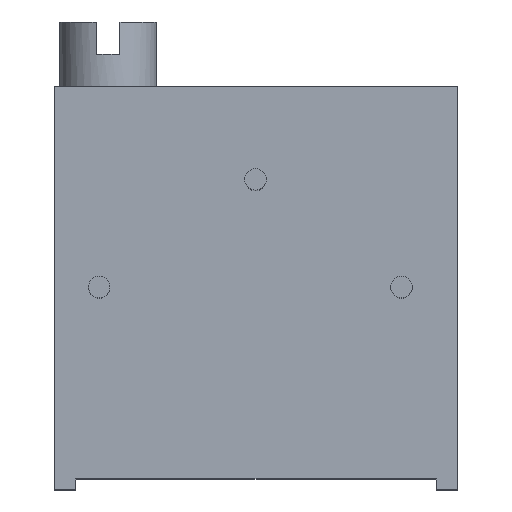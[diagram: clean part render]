
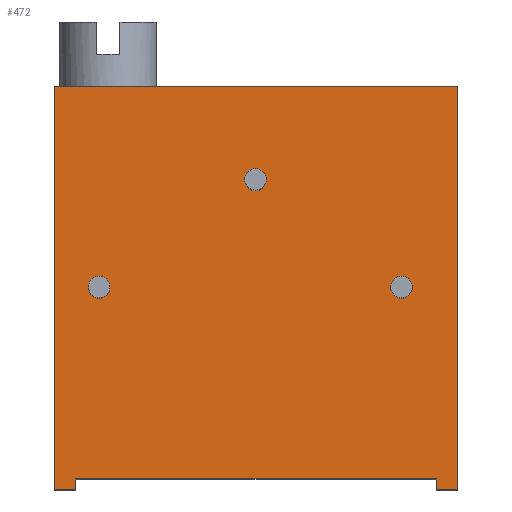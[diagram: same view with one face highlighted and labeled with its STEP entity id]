
A CAD part, top view. The second image highlights one B-rep face of the part: STEP entity #472.
In plain terms, the highlighted planar face has unit normal (0, 0, 1).
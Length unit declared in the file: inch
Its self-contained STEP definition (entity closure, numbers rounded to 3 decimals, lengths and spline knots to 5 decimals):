
#53=DIRECTION('',(0.,1.,0.));
#54=VECTOR('',#53,0.01);
#55=CARTESIAN_POINT('',(0.355,-0.375,0.15));
#56=LINE('',#55,#54);
#57=DIRECTION('',(-1.,0.,0.));
#58=VECTOR('',#57,0.335);
#59=CARTESIAN_POINT('',(0.355,-0.365,0.15));
#60=LINE('',#59,#58);
#61=DIRECTION('',(0.,1.,0.));
#62=VECTOR('',#61,0.01);
#63=CARTESIAN_POINT('',(0.02,-0.375,0.15));
#64=LINE('',#63,#62);
#65=DIRECTION('',(1.,0.,0.));
#66=VECTOR('',#65,0.02);
#67=CARTESIAN_POINT('',(0.,-0.375,0.15));
#68=LINE('',#67,#66);
#69=DIRECTION('',(0.,-1.,0.));
#70=VECTOR('',#69,0.375);
#71=CARTESIAN_POINT('',(0.,0.,0.15));
#72=LINE('',#71,#70);
#73=DIRECTION('',(-1.,0.,0.));
#74=VECTOR('',#73,0.375);
#75=CARTESIAN_POINT('',(0.375,0.,0.15));
#76=LINE('',#75,#74);
#77=DIRECTION('',(0.,1.,0.));
#78=VECTOR('',#77,0.375);
#79=CARTESIAN_POINT('',(0.375,-0.375,0.15));
#80=LINE('',#79,#78);
#81=DIRECTION('',(1.,0.,0.));
#82=VECTOR('',#81,0.02);
#83=CARTESIAN_POINT('',(0.355,-0.375,0.15));
#84=LINE('',#83,#82);
#85=CARTESIAN_POINT('',(0.187,-0.087,0.15));
#86=DIRECTION('',(0.,0.,1.));
#87=DIRECTION('',(0.,1.,0.));
#88=AXIS2_PLACEMENT_3D('',#85,#86,#87);
#90=CARTESIAN_POINT('',(0.187,-0.087,0.15));
#91=DIRECTION('',(0.,0.,1.));
#92=DIRECTION('',(0.,-1.,0.));
#93=AXIS2_PLACEMENT_3D('',#90,#91,#92);
#95=CARTESIAN_POINT('',(0.04173,-0.187,0.15));
#96=DIRECTION('',(0.,0.,1.));
#97=DIRECTION('',(0.,1.,0.));
#98=AXIS2_PLACEMENT_3D('',#95,#96,#97);
#100=CARTESIAN_POINT('',(0.04173,-0.187,0.15));
#101=DIRECTION('',(0.,0.,1.));
#102=DIRECTION('',(0.,-1.,0.));
#103=AXIS2_PLACEMENT_3D('',#100,#101,#102);
#105=CARTESIAN_POINT('',(0.32276,-0.187,0.15));
#106=DIRECTION('',(0.,0.,1.));
#107=DIRECTION('',(0.,1.,0.));
#108=AXIS2_PLACEMENT_3D('',#105,#106,#107);
#110=CARTESIAN_POINT('',(0.32276,-0.187,0.15));
#111=DIRECTION('',(0.,0.,1.));
#112=DIRECTION('',(0.,-1.,0.));
#113=AXIS2_PLACEMENT_3D('',#110,#111,#112);
#269=CARTESIAN_POINT('',(0.,0.,0.15));
#270=CARTESIAN_POINT('',(0.,-0.375,0.15));
#271=VERTEX_POINT('',#269);
#272=VERTEX_POINT('',#270);
#273=CARTESIAN_POINT('',(0.375,-0.375,0.15));
#274=CARTESIAN_POINT('',(0.375,0.,0.15));
#275=VERTEX_POINT('',#273);
#276=VERTEX_POINT('',#274);
#285=CARTESIAN_POINT('',(0.355,-0.375,0.15));
#286=CARTESIAN_POINT('',(0.355,-0.365,0.15));
#287=VERTEX_POINT('',#285);
#288=VERTEX_POINT('',#286);
#289=CARTESIAN_POINT('',(0.02,-0.365,0.15));
#290=VERTEX_POINT('',#289);
#291=CARTESIAN_POINT('',(0.02,-0.375,0.15));
#292=VERTEX_POINT('',#291);
#329=CARTESIAN_POINT('',(0.187,-0.077,0.15));
#330=CARTESIAN_POINT('',(0.187,-0.097,0.15));
#331=VERTEX_POINT('',#329);
#332=VERTEX_POINT('',#330);
#333=CARTESIAN_POINT('',(0.04173,-0.177,0.15));
#334=CARTESIAN_POINT('',(0.04173,-0.197,0.15));
#335=VERTEX_POINT('',#333);
#336=VERTEX_POINT('',#334);
#337=CARTESIAN_POINT('',(0.32276,-0.177,0.15));
#338=CARTESIAN_POINT('',(0.32276,-0.197,0.15));
#339=VERTEX_POINT('',#337);
#340=VERTEX_POINT('',#338);
#436=CARTESIAN_POINT('',(0.,0.,0.15));
#437=DIRECTION('',(0.,0.,1.));
#438=DIRECTION('',(1.,0.,0.));
#439=AXIS2_PLACEMENT_3D('',#436,#437,#438);
#440=PLANE('',#439);
#441=ORIENTED_EDGE('',*,*,#373,.T.);
#442=ORIENTED_EDGE('',*,*,#388,.T.);
#443=ORIENTED_EDGE('',*,*,#402,.F.);
#444=ORIENTED_EDGE('',*,*,#431,.F.);
#446=ORIENTED_EDGE('',*,*,#445,.F.);
#448=ORIENTED_EDGE('',*,*,#447,.F.);
#450=ORIENTED_EDGE('',*,*,#449,.F.);
#451=ORIENTED_EDGE('',*,*,#414,.F.);
#452=EDGE_LOOP('',(#441,#442,#443,#444,#446,#448,#450,#451));
#453=FACE_OUTER_BOUND('',#452,.F.);
#455=ORIENTED_EDGE('',*,*,#454,.T.);
#457=ORIENTED_EDGE('',*,*,#456,.T.);
#458=EDGE_LOOP('',(#455,#457));
#459=FACE_BOUND('',#458,.F.);
#461=ORIENTED_EDGE('',*,*,#460,.T.);
#463=ORIENTED_EDGE('',*,*,#462,.T.);
#464=EDGE_LOOP('',(#461,#463));
#465=FACE_BOUND('',#464,.F.);
#467=ORIENTED_EDGE('',*,*,#466,.T.);
#469=ORIENTED_EDGE('',*,*,#468,.T.);
#470=EDGE_LOOP('',(#467,#469));
#471=FACE_BOUND('',#470,.F.);
#472=ADVANCED_FACE('',(#453,#459,#465,#471),#440,.T.);
#89=CIRCLE('',#88,0.01);
#94=CIRCLE('',#93,0.01);
#99=CIRCLE('',#98,0.01);
#104=CIRCLE('',#103,0.01);
#109=CIRCLE('',#108,0.01);
#114=CIRCLE('',#113,0.01);
#373=EDGE_CURVE('',#287,#288,#56,.T.);
#388=EDGE_CURVE('',#288,#290,#60,.T.);
#402=EDGE_CURVE('',#292,#290,#64,.T.);
#414=EDGE_CURVE('',#287,#275,#84,.T.);
#431=EDGE_CURVE('',#272,#292,#68,.T.);
#445=EDGE_CURVE('',#271,#272,#72,.T.);
#447=EDGE_CURVE('',#276,#271,#76,.T.);
#449=EDGE_CURVE('',#275,#276,#80,.T.);
#454=EDGE_CURVE('',#331,#332,#89,.T.);
#456=EDGE_CURVE('',#332,#331,#94,.T.);
#460=EDGE_CURVE('',#335,#336,#99,.T.);
#462=EDGE_CURVE('',#336,#335,#104,.T.);
#466=EDGE_CURVE('',#339,#340,#109,.T.);
#468=EDGE_CURVE('',#340,#339,#114,.T.);
